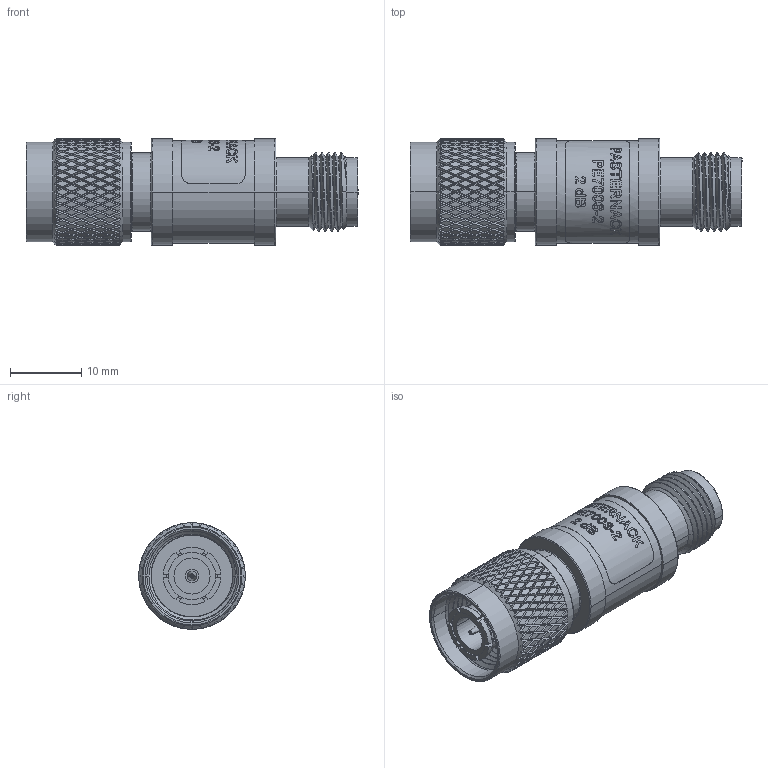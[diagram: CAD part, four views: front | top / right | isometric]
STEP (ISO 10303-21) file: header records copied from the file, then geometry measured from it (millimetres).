
FILE_DESCRIPTION (( 'STEP AP203' ), '1' );
FILE_NAME ('PE7003-2.step', '2018-12-21T20:28:58', ( '' ), ( '' ), 'SwSTEP 2.0', 'SolidWorks 2017', '' );
FILE_SCHEMA (( 'CONFIG_CONTROL_DESIGN' ));
Products named in the file (1): PE7003-2
Bounding box: 46.74 x 14.99 x 14.99 mm (x, y, z)
Volume: 5399.4 mm3; surface area: 3898.6 mm2
Topology: 1 solids, 1 shells, 2157 faces, 4875 edges, 2767 vertices
Faces by surface type: bspline 1539, cylinder 438, plane 134, cone 30, torus 16
Entity records: 100994 total; most frequent: CARTESIAN_POINT 69542, ORIENTED_EDGE 9750, EDGE_CURVE 4875, VERTEX_POINT 2767, B_SPLINE_CURVE_WITH_KNOTS 2314, DIRECTION 2294, EDGE_LOOP 2204, FACE_OUTER_BOUND 2157
